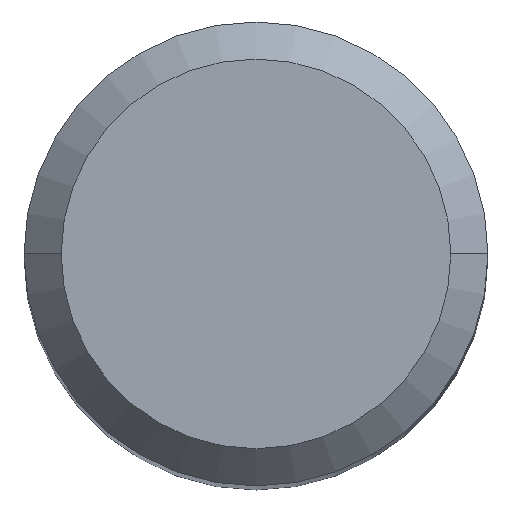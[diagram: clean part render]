
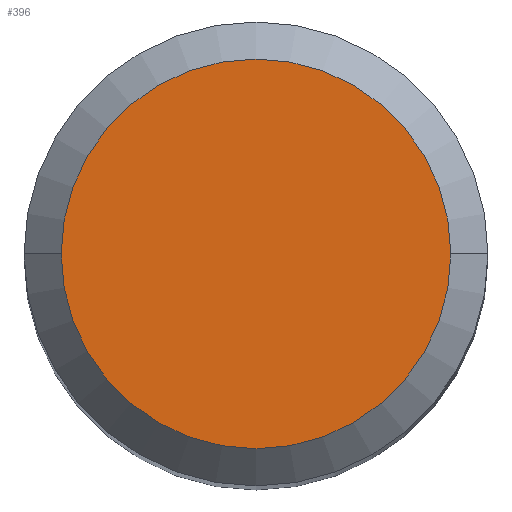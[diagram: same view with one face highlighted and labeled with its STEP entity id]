
A CAD part, top view. The second image highlights one B-rep face of the part: STEP entity #396.
In plain terms, the highlighted planar face has unit normal (0, 0, 1).
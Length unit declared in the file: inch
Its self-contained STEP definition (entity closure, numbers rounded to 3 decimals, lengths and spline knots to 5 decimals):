
#24 = CIRCLE ( 'NONE', #780, 0.07875 ) ;
#60 = DIRECTION ( 'NONE',  ( 1., 0., 0. ) ) ;
#67 = DIRECTION ( 'NONE',  ( 0., 0., 1. ) ) ;
#113 = ORIENTED_EDGE ( 'NONE', *, *, #581, .T. ) ;
#185 = CARTESIAN_POINT ( 'NONE',  ( 0.07875, 0., 2. ) ) ;
#197 = VERTEX_POINT ( 'NONE', #185 ) ;
#202 = AXIS2_PLACEMENT_3D ( 'NONE', #620, #1033, #207 ) ;
#207 = DIRECTION ( 'NONE',  ( 1., 0., 0. ) ) ;
#216 = AXIS2_PLACEMENT_3D ( 'NONE', #247, #570, #401 ) ;
#247 = CARTESIAN_POINT ( 'NONE',  ( 0., 0., 2. ) ) ;
#249 = VERTEX_POINT ( 'NONE', #516 ) ;
#291 = CIRCLE ( 'NONE', #202, 0.07875 ) ;
#396 = ADVANCED_FACE ( 'NONE', ( #650 ), #975, .T. ) ;
#401 = DIRECTION ( 'NONE',  ( 1., 0., 0. ) ) ;
#516 = CARTESIAN_POINT ( 'NONE',  ( -0.07875, 0., 2. ) ) ;
#570 = DIRECTION ( 'NONE',  ( 0., 0., 1. ) ) ;
#581 = EDGE_CURVE ( 'NONE', #197, #249, #291, .T. ) ;
#620 = CARTESIAN_POINT ( 'NONE',  ( 0., 0., 2. ) ) ;
#650 = FACE_OUTER_BOUND ( 'NONE', #857, .T. ) ;
#691 = ORIENTED_EDGE ( 'NONE', *, *, #1035, .T. ) ;
#780 = AXIS2_PLACEMENT_3D ( 'NONE', #783, #67, #60 ) ;
#783 = CARTESIAN_POINT ( 'NONE',  ( 0., 0., 2. ) ) ;
#857 = EDGE_LOOP ( 'NONE', ( #691, #113 ) ) ;
#975 = PLANE ( 'NONE',  #216 ) ;
#1033 = DIRECTION ( 'NONE',  ( 0., 0., 1. ) ) ;
#1035 = EDGE_CURVE ( 'NONE', #249, #197, #24, .T. ) ;
